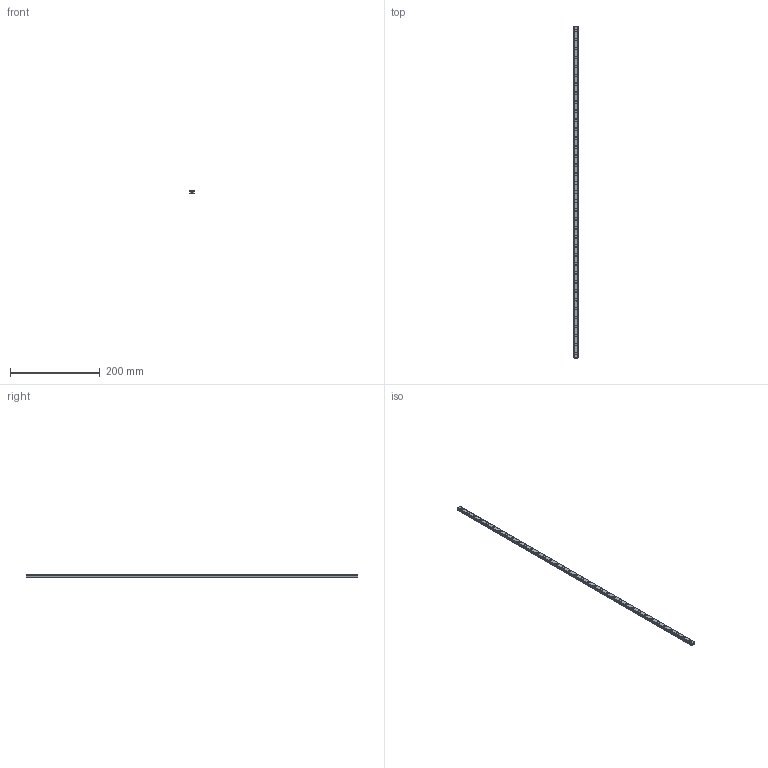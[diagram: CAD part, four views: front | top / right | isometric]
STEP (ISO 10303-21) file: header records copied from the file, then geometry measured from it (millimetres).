
FILE_DESCRIPTION(('STEP AP214'),'1');
FILE_NAME('cctmp_F23F89D6-9E2F-49E1-9B20-F22407314C5D_2021_02_18_14_59_12_0715..stp','2021-02-18T13:59:12',('HIWIN GmbH'),('CADClick - www.CADClick.com'),'Spatial InterOp 3D',' ','unknown authorization');
FILE_SCHEMA(('AUTOMOTIVE_DESIGN'));
Length unit declared in the file: millimetre
Products named in the file (1): MGNR09R740CM_FILE
Bounding box: 9 x 740 x 6.5 mm (x, y, z)
Volume: 36611.9 mm3; surface area: 29978.8 mm2
Topology: 1 solids, 1 shells, 428 faces, 933 edges, 622 vertices
Faces by surface type: cylinder 238, plane 190
Entity records: 15361 total; most frequent: DIRECTION 2267, CARTESIAN_POINT 1984, ORIENTED_EDGE 1866, EDGE_CURVE 933, AXIS2_PLACEMENT_3D 905, VERTEX_POINT 622, EDGE_LOOP 543, CIRCLE 476
